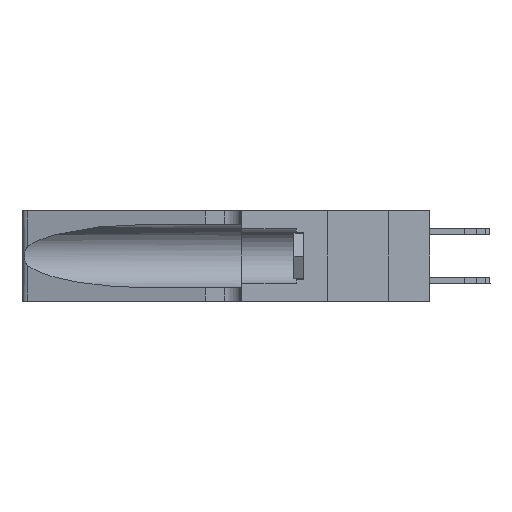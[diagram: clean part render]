
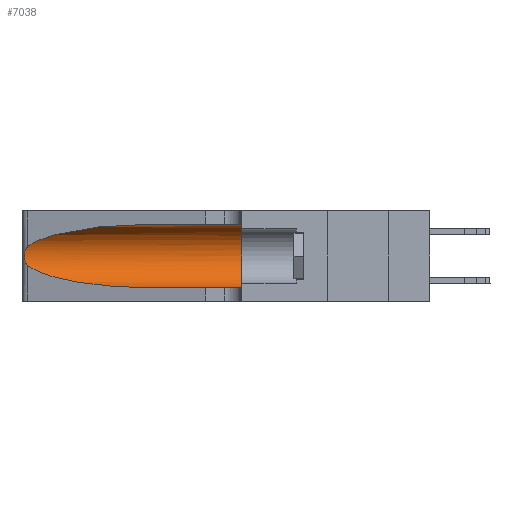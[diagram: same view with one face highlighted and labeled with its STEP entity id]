
A CAD part, left-side view. The second image highlights one B-rep face of the part: STEP entity #7038.
In plain terms, the highlighted cylindrical face has radius 3.308 mm (diameter 6.617 mm), a partial arc.
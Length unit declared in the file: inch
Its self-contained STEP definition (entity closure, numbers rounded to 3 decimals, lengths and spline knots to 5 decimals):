
#184 = VERTEX_POINT ( 'NONE', #5586 ) ;
#618 = CARTESIAN_POINT ( 'NONE',  ( 0.26075, 1.23896, 0.19203 ) ) ;
#1029 = DIRECTION ( 'NONE',  ( 0., 0., -1. ) ) ;
#1489 = EDGE_CURVE ( 'NONE', #7467, #184, #24036, .T. ) ;
#2450 = CARTESIAN_POINT ( 'NONE',  ( 0.25487, 1.22718, 0.14631 ) ) ;
#2823 = CARTESIAN_POINT ( 'NONE',  ( 0.25789, 1.23486, 0.15765 ) ) ;
#3490 = AXIS2_PLACEMENT_3D ( 'NONE', #24403, #20078, #7103 ) ;
#4210 = CARTESIAN_POINT ( 'NONE',  ( 0.1305, 0.72297, 0.05475 ) ) ;
#4313 = AXIS2_PLACEMENT_3D ( 'NONE', #20440, #9633, #1029 ) ;
#4807 = B_SPLINE_CURVE_WITH_KNOTS ( 'NONE', 3,
 ( #20452, #22341, #25345, #13238, #13613, #24382, #618, #17587, #21872, #15399, #2823, #8883, #6701, #2450 ),
 .UNSPECIFIED., .F., .F.,
 ( 4, 2, 2, 2, 2, 2, 4 ),
 ( 0., 0.00027, 0.00053, 0.00107, 0.0016, 0.00187, 0.00214 ),
 .UNSPECIFIED. ) ;
#5233 = ORIENTED_EDGE ( 'NONE', *, *, #8527, .T. ) ;
#5586 = CARTESIAN_POINT ( 'NONE',  ( 0.25487, 1.22718, 0.22369 ) ) ;
#5665 = VECTOR ( 'NONE', #12189, 39.37008 ) ;
#5703 = EDGE_LOOP ( 'NONE', ( #10513, #22065, #5233, #17731, #16351, #22106 ) ) ;
#6177 = CARTESIAN_POINT ( 'NONE',  ( 0.2373, 1.15595, 0.28018 ) ) ;
#6261 = CARTESIAN_POINT ( 'NONE',  ( 0.25487, 1.22718, 0.14631 ) ) ;
#6263 = CARTESIAN_POINT ( 'NONE',  ( 0.18966, 0.96281, 0.31525 ) ) ;
#6439 = CARTESIAN_POINT ( 'NONE',  ( 0.2373, 1.15595, 0.08982 ) ) ;
#6701 = CARTESIAN_POINT ( 'NONE',  ( 0.25555, 1.22993, 0.14849 ) ) ;
#7038 = ADVANCED_FACE ( 'NONE', ( #21621 ), #17219, .F. ) ;
#7103 = DIRECTION ( 'NONE',  ( 0., 0., 1. ) ) ;
#7230 = CARTESIAN_POINT ( 'NONE',  ( 0.1305, 0.35, 0.31525 ) ) ;
#7467 = VERTEX_POINT ( 'NONE', #24815 ) ;
#8449 = CARTESIAN_POINT ( 'NONE',  ( 0.1305, 0.72297, 0.05475 ) ) ;
#8527 = EDGE_CURVE ( 'NONE', #16090, #24843, #19084, .T. ) ;
#8883 = CARTESIAN_POINT ( 'NONE',  ( 0.25639, 1.23186, 0.15144 ) ) ;
#9608 = VECTOR ( 'NONE', #10948, 39.37008 ) ;
#9633 = DIRECTION ( 'NONE',  ( 0., -1., 0. ) ) ;
#10058 = CARTESIAN_POINT ( 'NONE',  ( 0.1305, 1.61858, 0.31525 ) ) ;
#10513 = ORIENTED_EDGE ( 'NONE', *, *, #1489, .T. ) ;
#10949 = VERTEX_POINT ( 'NONE', #12568 ) ;
#10948 = DIRECTION ( 'NONE',  ( 0., -1., 0. ) ) ;
#11809 = EDGE_CURVE ( 'NONE', #184, #16090, #4807, .T. ) ;
#11925 = VERTEX_POINT ( 'NONE', #7230 ) ;
#12189 = DIRECTION ( 'NONE',  ( 0., -1., 0. ) ) ;
#12475 = CARTESIAN_POINT ( 'NONE',  ( 0.1305, 1.61858, 0.05475 ) ) ;
#12568 = CARTESIAN_POINT ( 'NONE',  ( 0.1305, 0.35, 0.05475 ) ) ;
#13238 = CARTESIAN_POINT ( 'NONE',  ( 0.25787, 1.23484, 0.2124 ) ) ;
#13613 = CARTESIAN_POINT ( 'NONE',  ( 0.25854, 1.2359, 0.20912 ) ) ;
#15359 = LINE ( 'NONE', #10058, #9608 ) ;
#15399 = CARTESIAN_POINT ( 'NONE',  ( 0.25856, 1.23593, 0.16098 ) ) ;
#16090 = VERTEX_POINT ( 'NONE', #19930 ) ;
#16351 = ORIENTED_EDGE ( 'NONE', *, *, #20456, .F. ) ;
#17219 = CYLINDRICAL_SURFACE ( 'NONE', #4313, 0.13025 ) ;
#17345 = EDGE_CURVE ( 'NONE', #7467, #11925, #15359, .T. ) ;
#17587 = CARTESIAN_POINT ( 'NONE',  ( 0.26075, 1.23896, 0.178 ) ) ;
#17731 = ORIENTED_EDGE ( 'NONE', *, *, #21500, .T. ) ;
#19084 =( BOUNDED_CURVE ( )  B_SPLINE_CURVE ( 3, ( #6261, #6439, #19338, #8449 ),
 .UNSPECIFIED., .F., .F. ) 
 B_SPLINE_CURVE_WITH_KNOTS ( ( 4, 4 ),
 ( 3.44316, 4.71239 ),
 .UNSPECIFIED. ) 
 CURVE ( )  GEOMETRIC_REPRESENTATION_ITEM ( )  RATIONAL_B_SPLINE_CURVE ( ( 1., 0.87, 0.87, 1. ) ) 
 REPRESENTATION_ITEM ( '' )  );
#19338 = CARTESIAN_POINT ( 'NONE',  ( 0.18966, 0.96281, 0.05475 ) ) ;
#19930 = CARTESIAN_POINT ( 'NONE',  ( 0.25487, 1.22718, 0.14631 ) ) ;
#20078 = DIRECTION ( 'NONE',  ( 0., 1., 0. ) ) ;
#20440 = CARTESIAN_POINT ( 'NONE',  ( 0.1305, 1.61858, 0.185 ) ) ;
#20452 = CARTESIAN_POINT ( 'NONE',  ( 0.25487, 1.22718, 0.22369 ) ) ;
#20456 = EDGE_CURVE ( 'NONE', #11925, #10949, #25356, .T. ) ;
#21500 = EDGE_CURVE ( 'NONE', #24843, #10949, #24949, .T. ) ;
#21514 = CARTESIAN_POINT ( 'NONE',  ( 0.1305, 0.72297, 0.31525 ) ) ;
#21621 = FACE_OUTER_BOUND ( 'NONE', #5703, .T. ) ;
#21872 = CARTESIAN_POINT ( 'NONE',  ( 0.26017, 1.23833, 0.17102 ) ) ;
#22065 = ORIENTED_EDGE ( 'NONE', *, *, #11809, .T. ) ;
#22106 = ORIENTED_EDGE ( 'NONE', *, *, #17345, .F. ) ;
#22341 = CARTESIAN_POINT ( 'NONE',  ( 0.25555, 1.22994, 0.2215 ) ) ;
#24036 =( BOUNDED_CURVE ( )  B_SPLINE_CURVE ( 3, ( #21514, #6263, #6177, #25657 ),
 .UNSPECIFIED., .F., .T. ) 
 B_SPLINE_CURVE_WITH_KNOTS ( ( 4, 4 ),
 ( 1.5708, 2.84003 ),
 .UNSPECIFIED. ) 
 CURVE ( )  GEOMETRIC_REPRESENTATION_ITEM ( )  RATIONAL_B_SPLINE_CURVE ( ( 1., 0.87, 0.87, 1. ) ) 
 REPRESENTATION_ITEM ( '' )  );
#24382 = CARTESIAN_POINT ( 'NONE',  ( 0.26018, 1.23835, 0.19895 ) ) ;
#24403 = CARTESIAN_POINT ( 'NONE',  ( 0.1305, 0.35, 0.185 ) ) ;
#24815 = CARTESIAN_POINT ( 'NONE',  ( 0.1305, 0.72297, 0.31525 ) ) ;
#24843 = VERTEX_POINT ( 'NONE', #4210 ) ;
#24949 = LINE ( 'NONE', #12475, #5665 ) ;
#25345 = CARTESIAN_POINT ( 'NONE',  ( 0.25639, 1.23184, 0.21858 ) ) ;
#25356 = CIRCLE ( 'NONE', #3490, 0.13025 ) ;
#25657 = CARTESIAN_POINT ( 'NONE',  ( 0.25487, 1.22718, 0.22369 ) ) ;
